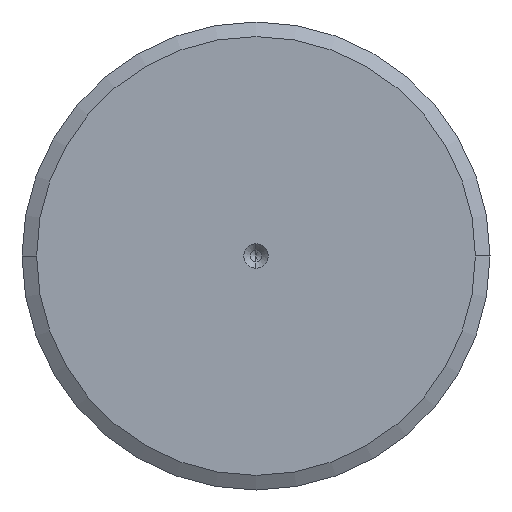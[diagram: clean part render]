
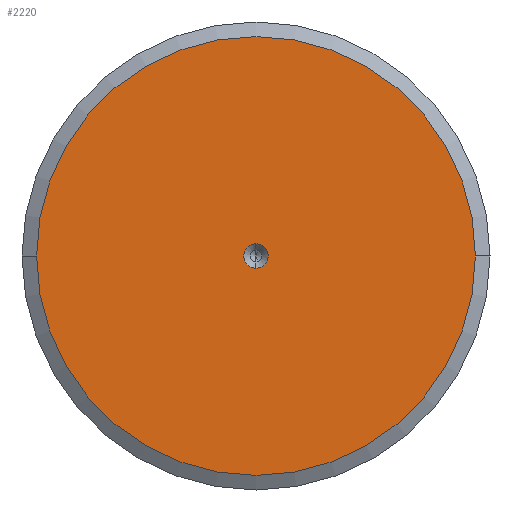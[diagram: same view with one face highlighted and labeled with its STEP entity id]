
A CAD part, left-side view. The second image highlights one B-rep face of the part: STEP entity #2220.
In plain terms, the highlighted planar face has unit normal (-1, 0, 0).
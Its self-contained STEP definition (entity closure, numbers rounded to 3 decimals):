
#303 = DIRECTION ( 'NONE',  ( -1., 0., 0. ) ) ;
#354 = DIRECTION ( 'NONE',  ( 0., -1., 0. ) ) ;
#383 = VERTEX_POINT ( 'NONE', #1287 ) ;
#444 = CARTESIAN_POINT ( 'NONE',  ( 0., 0., 0. ) ) ;
#540 = EDGE_CURVE ( 'NONE', #383, #2591, #2612, .T. ) ;
#588 = EDGE_LOOP ( 'NONE', ( #1893, #2490 ) ) ;
#765 = EDGE_CURVE ( 'NONE', #2591, #383, #951, .T. ) ;
#829 = DIRECTION ( 'NONE',  ( -1., 0., 0. ) ) ;
#951 = CIRCLE ( 'NONE', #3878, 37.5 ) ;
#1075 = EDGE_CURVE ( 'NONE', #3023, #2192, #4404, .T. ) ;
#1105 = DIRECTION ( 'NONE',  ( 1., 0., 0. ) ) ;
#1243 = DIRECTION ( 'NONE',  ( 0., -1., 0. ) ) ;
#1287 = CARTESIAN_POINT ( 'NONE',  ( 0., 37.5, 0. ) ) ;
#1379 = AXIS2_PLACEMENT_3D ( 'NONE', #2268, #1105, #354 ) ;
#1419 = DIRECTION ( 'NONE',  ( 0., -1., 0. ) ) ;
#1681 = FACE_BOUND ( 'NONE', #1815, .T. ) ;
#1815 = EDGE_LOOP ( 'NONE', ( #4936, #2997 ) ) ;
#1883 = DIRECTION ( 'NONE',  ( 1., 0., 0. ) ) ;
#1893 = ORIENTED_EDGE ( 'NONE', *, *, #540, .T. ) ;
#1907 = DIRECTION ( 'NONE',  ( 0., -1., 0. ) ) ;
#2010 = CARTESIAN_POINT ( 'NONE',  ( 0., -37.5, 0. ) ) ;
#2023 = AXIS2_PLACEMENT_3D ( 'NONE', #2229, #3314, #1419 ) ;
#2087 = CARTESIAN_POINT ( 'NONE',  ( 0., 0., -2.075 ) ) ;
#2112 = AXIS2_PLACEMENT_3D ( 'NONE', #2929, #1883, #1907 ) ;
#2192 = VERTEX_POINT ( 'NONE', #2087 ) ;
#2220 = ADVANCED_FACE ( 'NONE', ( #1681, #3696 ), #4430, .T. ) ;
#2229 = CARTESIAN_POINT ( 'NONE',  ( 0., 0., 0. ) ) ;
#2268 = CARTESIAN_POINT ( 'NONE',  ( 0., 0., 0. ) ) ;
#2306 = DIRECTION ( 'NONE',  ( 0., -1., 0. ) ) ;
#2490 = ORIENTED_EDGE ( 'NONE', *, *, #765, .T. ) ;
#2548 = EDGE_CURVE ( 'NONE', #2192, #3023, #4502, .T. ) ;
#2591 = VERTEX_POINT ( 'NONE', #2010 ) ;
#2612 = CIRCLE ( 'NONE', #2023, 37.5 ) ;
#2929 = CARTESIAN_POINT ( 'NONE',  ( 0., 0., 0. ) ) ;
#2997 = ORIENTED_EDGE ( 'NONE', *, *, #2548, .T. ) ;
#3023 = VERTEX_POINT ( 'NONE', #5074 ) ;
#3314 = DIRECTION ( 'NONE',  ( -1., 0., 0. ) ) ;
#3640 = AXIS2_PLACEMENT_3D ( 'NONE', #444, #829, #1243 ) ;
#3696 = FACE_OUTER_BOUND ( 'NONE', #588, .T. ) ;
#3878 = AXIS2_PLACEMENT_3D ( 'NONE', #3887, #303, #2306 ) ;
#3887 = CARTESIAN_POINT ( 'NONE',  ( 0., 0., 0. ) ) ;
#4404 = CIRCLE ( 'NONE', #2112, 2.075 ) ;
#4430 = PLANE ( 'NONE',  #3640 ) ;
#4502 = CIRCLE ( 'NONE', #1379, 2.075 ) ;
#4936 = ORIENTED_EDGE ( 'NONE', *, *, #1075, .T. ) ;
#5074 = CARTESIAN_POINT ( 'NONE',  ( 0., 0., 2.075 ) ) ;
